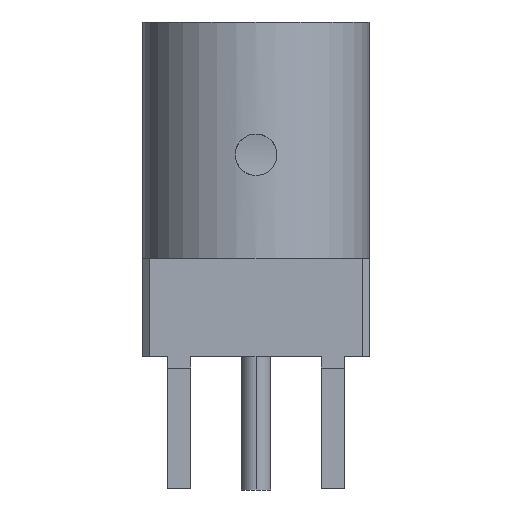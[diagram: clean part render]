
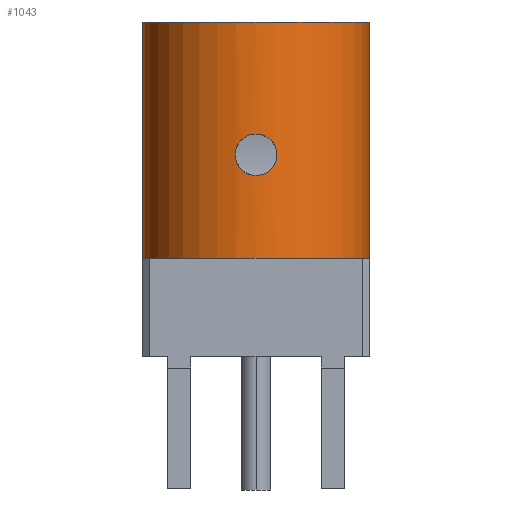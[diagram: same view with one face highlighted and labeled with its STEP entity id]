
A CAD part, front view. The second image highlights one B-rep face of the part: STEP entity #1043.
In plain terms, the highlighted cylindrical face has radius 3.747 mm (diameter 7.493 mm), a partial arc.
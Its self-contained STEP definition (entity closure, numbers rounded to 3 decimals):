
#2=CARTESIAN_POINT('',(0.,0.,-7.823));
#3=DIRECTION('',(0.,0.,1.));
#4=DIRECTION('',(-1.,0.,0.));
#5=AXIS2_PLACEMENT_3D('',#2,#3,#4);
#7=CARTESIAN_POINT('',(0.,-3.747,-3.708));
#8=CARTESIAN_POINT('',(-0.048,-3.747,-3.708));
#9=CARTESIAN_POINT('',(-0.143,-3.745,-3.718));
#10=CARTESIAN_POINT('',(-0.281,-3.737,
-3.763));
#11=CARTESIAN_POINT('',(-0.406,-3.725,
-3.835));
#12=CARTESIAN_POINT('',(-0.513,-3.712,
-3.931));
#13=CARTESIAN_POINT('',(-0.598,-3.699,
-4.048));
#14=CARTESIAN_POINT('',(-0.657,-3.689,
-4.179));
#15=CARTESIAN_POINT('',(-0.687,-3.683,
-4.322));
#16=CARTESIAN_POINT('',(-0.687,-3.683,
-4.466));
#17=CARTESIAN_POINT('',(-0.657,-3.689,
-4.609));
#18=CARTESIAN_POINT('',(-0.598,-3.699,
-4.74));
#19=CARTESIAN_POINT('',(-0.513,-3.712,
-4.857));
#20=CARTESIAN_POINT('',(-0.406,-3.725,
-4.953));
#21=CARTESIAN_POINT('',(-0.281,-3.737,
-5.025));
#22=CARTESIAN_POINT('',(-0.143,-3.745,
-5.07));
#23=CARTESIAN_POINT('',(-0.048,-3.747,-5.08));
#24=CARTESIAN_POINT('',(0.,-3.747,-5.08));
#26=CARTESIAN_POINT('',(0.,-3.747,-5.08));
#27=CARTESIAN_POINT('',(0.048,-3.747,-5.08));
#28=CARTESIAN_POINT('',(0.143,-3.745,-5.07));
#29=CARTESIAN_POINT('',(0.281,-3.737,-5.025));
#30=CARTESIAN_POINT('',(0.406,-3.725,-4.953));
#31=CARTESIAN_POINT('',(0.513,-3.712,-4.857));
#32=CARTESIAN_POINT('',(0.598,-3.699,-4.74));
#33=CARTESIAN_POINT('',(0.657,-3.689,-4.609));
#34=CARTESIAN_POINT('',(0.687,-3.683,-4.466));
#35=CARTESIAN_POINT('',(0.687,-3.683,-4.322));
#36=CARTESIAN_POINT('',(0.657,-3.689,-4.18));
#37=CARTESIAN_POINT('',(0.598,-3.699,-4.049));
#38=CARTESIAN_POINT('',(0.513,-3.712,-3.931));
#39=CARTESIAN_POINT('',(0.406,-3.725,-3.835));
#40=CARTESIAN_POINT('',(0.281,-3.737,-3.763));
#41=CARTESIAN_POINT('',(0.143,-3.745,-3.718));
#42=CARTESIAN_POINT('',(0.048,-3.747,-3.708));
#43=CARTESIAN_POINT('',(0.,-3.747,-3.708));
#82=DIRECTION('',(0.,0.,1.));
#83=VECTOR('',#82,7.823);
#84=CARTESIAN_POINT('',(3.747,0.,-7.823));
#85=LINE('',#84,#83);
#86=DIRECTION('',(0.,0.,1.));
#87=VECTOR('',#86,7.823);
#88=CARTESIAN_POINT('',(-3.747,0.,-7.823));
#89=LINE('',#88,#87);
#133=CARTESIAN_POINT('',(0.,0.,0.));
#134=DIRECTION('',(0.,0.,1.));
#135=DIRECTION('',(-1.,0.,0.));
#136=AXIS2_PLACEMENT_3D('',#133,#134,#135);
#814=CARTESIAN_POINT('',(-3.747,0.,0.));
#815=CARTESIAN_POINT('',(3.747,0.,0.));
#816=VERTEX_POINT('',#814);
#817=VERTEX_POINT('',#815);
#830=CARTESIAN_POINT('',(-3.747,0.,-7.823));
#831=CARTESIAN_POINT('',(3.747,0.,-7.823));
#832=VERTEX_POINT('',#830);
#833=VERTEX_POINT('',#831);
#954=VERTEX_POINT('',#7);
#955=VERTEX_POINT('',#24);
#1022=CARTESIAN_POINT('',(0.,0.,-11.628));
#1023=DIRECTION('',(0.,0.,1.));
#1024=DIRECTION('',(-1.,0.,0.));
#1025=AXIS2_PLACEMENT_3D('',#1022,#1023,#1024);
#1026=CYLINDRICAL_SURFACE('',#1025,3.747);
#1028=ORIENTED_EDGE('',*,*,#1027,.F.);
#1030=ORIENTED_EDGE('',*,*,#1029,.T.);
#1032=ORIENTED_EDGE('',*,*,#1031,.T.);
#1034=ORIENTED_EDGE('',*,*,#1033,.F.);
#1035=EDGE_LOOP('',(#1028,#1030,#1032,#1034));
#1036=FACE_OUTER_BOUND('',#1035,.F.);
#1038=ORIENTED_EDGE('',*,*,#1037,.T.);
#1040=ORIENTED_EDGE('',*,*,#1039,.T.);
#1041=EDGE_LOOP('',(#1038,#1040));
#1042=FACE_BOUND('',#1041,.F.);
#6=CIRCLE('',#5,3.747);
#25=B_SPLINE_CURVE_WITH_KNOTS('',3,(#7,#8,#9,#10,#11,#12,#13,#14,#15,#16,#17,
#18,#19,#20,#21,#22,#23,#24),.UNSPECIFIED.,.F.,.F.,(4,1,1,1,1,1,1,1,1,1,1,1,1,1,
1,4),(0.,0.067,0.133,0.2,0.267,
0.333,0.4,0.467,0.533,0.6,
0.667,0.733,0.8,0.867,0.933,
1.),.UNSPECIFIED.);
#44=B_SPLINE_CURVE_WITH_KNOTS('',3,(#26,#27,#28,#29,#30,#31,#32,#33,#34,#35,#36,
#37,#38,#39,#40,#41,#42,#43),.UNSPECIFIED.,.F.,.F.,(4,1,1,1,1,1,1,1,1,1,1,1,1,1,
1,4),(0.,0.067,0.133,0.2,0.267,
0.333,0.4,0.467,0.533,0.6,
0.667,0.733,0.8,0.867,0.933,
1.),.UNSPECIFIED.);
#137=CIRCLE('',#136,3.747);
#1027=EDGE_CURVE('',#832,#833,#6,.T.);
#1029=EDGE_CURVE('',#832,#816,#89,.T.);
#1031=EDGE_CURVE('',#816,#817,#137,.T.);
#1033=EDGE_CURVE('',#833,#817,#85,.T.);
#1037=EDGE_CURVE('',#954,#955,#25,.T.);
#1039=EDGE_CURVE('',#955,#954,#44,.T.);
#1043=ADVANCED_FACE('',(#1036,#1042),#1026,.T.);
